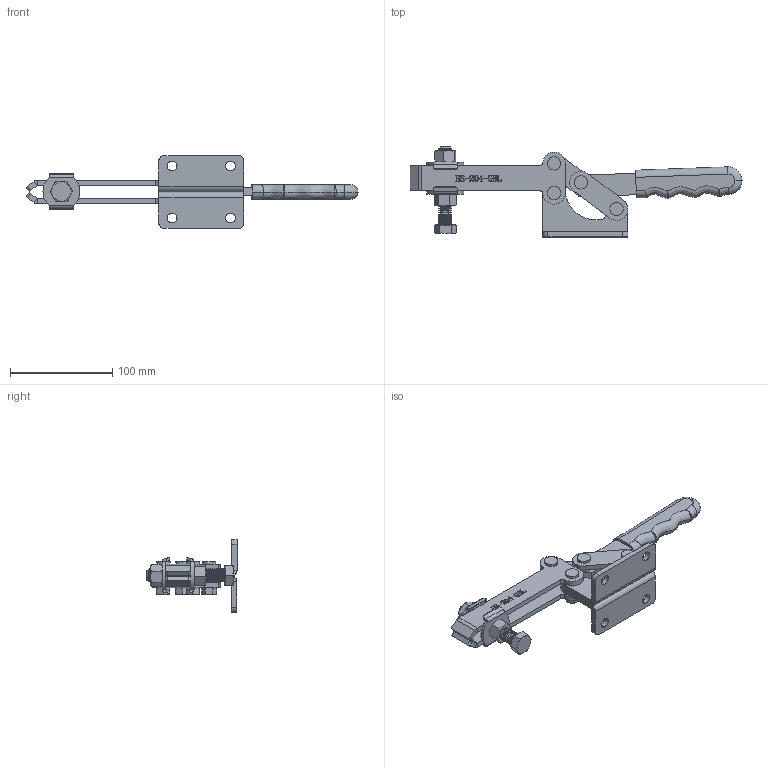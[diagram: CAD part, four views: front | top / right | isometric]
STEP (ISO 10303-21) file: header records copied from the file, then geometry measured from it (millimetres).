
FILE_DESCRIPTION (( 'STEP AP203' ), '1' );
FILE_NAME ('HS-204-GBL .STEP', '2019-10-15T08:05:01', ( '微软用户' ), ( '微软中国' ), 'SwSTEP 2.0', 'SolidWorks 2012', '' );
FILE_SCHEMA (( 'CONFIG_CONTROL_DESIGN' ));
Length unit declared in the file: millimetre
Products named in the file (14): HS-204-GBL ; hex nut_ai_HNUT 0.5000-13-D-N; hex finished bolt_ai_HFBOLT 0.5-13x3x3-S; FW-580; 揤參; 种; 忒梟; 忒參; 蟀裝; 菜え1; 菜え; 菁釱酘; 菁釱衵
Assembly tree (25 placements, depth 2):
  HS-204-GBL 
    菁釱衵
    菁釱酘
    菜え  x4
    菜え1  x4
    蟀裝  x2
    忒參
    忒梟
    种  x4
    揤參
    揤參
    FW-580  x2
    hex finished bolt_ai_HFBOLT 0.5-13x3x3-S
    hex nut_ai_HNUT 0.5000-13-D-N  x2
Bounding box: 324.33 x 88 x 71 mm (x, y, z)
Volume: 186468 mm3; surface area: 91147.5 mm2
Topology: 25 solids, 25 shells, 1041 faces, 2673 edges, 1716 vertices
Faces by surface type: plane 428, cylinder 244, cone 196, bspline 151, torus 22
Entity records: 42930 total; most frequent: CARTESIAN_POINT 19761, ORIENTED_EDGE 4654, DIRECTION 4134, EDGE_CURVE 2327, VERTEX_POINT 1498, AXIS2_PLACEMENT_3D 1412, LINE 1310, VECTOR 1310
